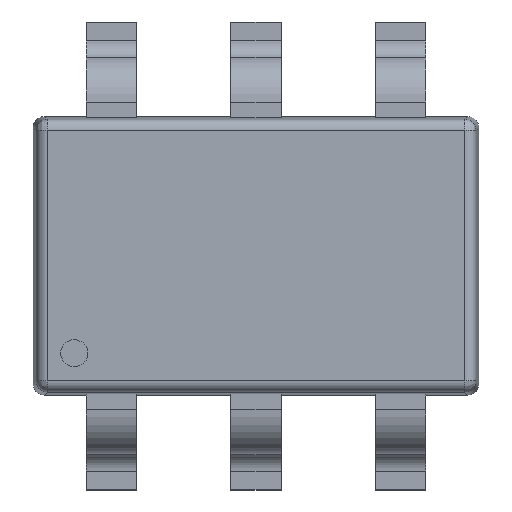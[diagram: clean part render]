
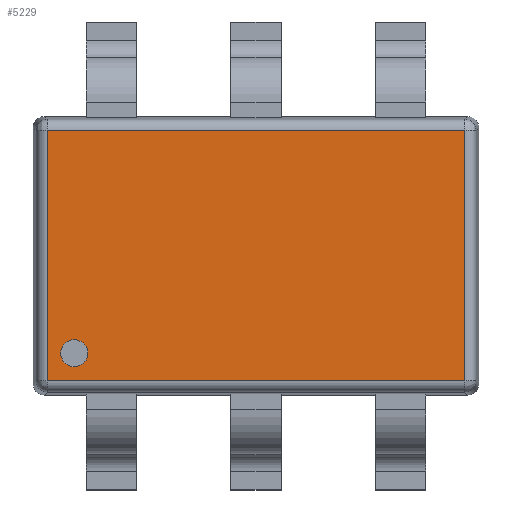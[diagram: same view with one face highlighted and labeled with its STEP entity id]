
A CAD part, top view. The second image highlights one B-rep face of the part: STEP entity #5229.
In plain terms, the highlighted planar face has unit normal (0, 0, -1).
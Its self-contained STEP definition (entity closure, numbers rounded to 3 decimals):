
#10 = CIRCLE ( 'NONE', #3336, 0.061 ) ;
#115 = CARTESIAN_POINT ( 'NONE',  ( -0.815, -0.438, 0.95 ) ) ;
#151 = LINE ( 'NONE', #4915, #5126 ) ;
#341 = PLANE ( 'NONE',  #2799 ) ;
#619 = DIRECTION ( 'NONE',  ( 0., -1., 0. ) ) ;
#678 = EDGE_LOOP ( 'NONE', ( #5780, #3205 ) ) ;
#712 = EDGE_LOOP ( 'NONE', ( #767, #5397, #3775, #1528 ) ) ;
#767 = ORIENTED_EDGE ( 'NONE', *, *, #4003, .T. ) ;
#1246 = LINE ( 'NONE', #4336, #6148 ) ;
#1509 = CARTESIAN_POINT ( 'NONE',  ( -0.815, -0.438, 0.95 ) ) ;
#1524 = CIRCLE ( 'NONE', #3527, 0.061 ) ;
#1528 = ORIENTED_EDGE ( 'NONE', *, *, #5891, .T. ) ;
#2010 = DIRECTION ( 'NONE',  ( 0., -1., 0. ) ) ;
#2138 = DIRECTION ( 'NONE',  ( 0., -1., 0. ) ) ;
#2268 = CARTESIAN_POINT ( 'NONE',  ( -0.815, -0.377, 0.95 ) ) ;
#2270 = VERTEX_POINT ( 'NONE', #4147 ) ;
#2372 = VERTEX_POINT ( 'NONE', #2268 ) ;
#2377 = CARTESIAN_POINT ( 'NONE',  ( 0.937, -0.562, 0.95 ) ) ;
#2382 = CARTESIAN_POINT ( 'NONE',  ( -1., -0.625, 0.95 ) ) ;
#2401 = VECTOR ( 'NONE', #3019, 1000. ) ;
#2486 = DIRECTION ( 'NONE',  ( -1., 0., 0. ) ) ;
#2520 = VERTEX_POINT ( 'NONE', #3014 ) ;
#2561 = VERTEX_POINT ( 'NONE', #5879 ) ;
#2570 = CARTESIAN_POINT ( 'NONE',  ( -0.937, -0.625, 0.95 ) ) ;
#2654 = VECTOR ( 'NONE', #5416, 1000. ) ;
#2728 = VERTEX_POINT ( 'NONE', #4589 ) ;
#2799 = AXIS2_PLACEMENT_3D ( 'NONE', #2382, #5668, #2843 ) ;
#2841 = VERTEX_POINT ( 'NONE', #2377 ) ;
#2843 = DIRECTION ( 'NONE',  ( 1., 0., 0. ) ) ;
#2886 = FACE_OUTER_BOUND ( 'NONE', #712, .T. ) ;
#3014 = CARTESIAN_POINT ( 'NONE',  ( 0.937, 0.562, 0.95 ) ) ;
#3019 = DIRECTION ( 'NONE',  ( 0., 1., 0. ) ) ;
#3049 = FACE_BOUND ( 'NONE', #678, .T. ) ;
#3205 = ORIENTED_EDGE ( 'NONE', *, *, #3991, .F. ) ;
#3336 = AXIS2_PLACEMENT_3D ( 'NONE', #1509, #4811, #2010 ) ;
#3527 = AXIS2_PLACEMENT_3D ( 'NONE', #115, #3558, #619 ) ;
#3558 = DIRECTION ( 'NONE',  ( 0., 0., -1. ) ) ;
#3775 = ORIENTED_EDGE ( 'NONE', *, *, #5907, .F. ) ;
#3892 = LINE ( 'NONE', #3972, #2654 ) ;
#3972 = CARTESIAN_POINT ( 'NONE',  ( -1., 0.562, 0.95 ) ) ;
#3991 = EDGE_CURVE ( 'NONE', #2372, #2270, #10, .T. ) ;
#4003 = EDGE_CURVE ( 'NONE', #2841, #2728, #1246, .T. ) ;
#4147 = CARTESIAN_POINT ( 'NONE',  ( -0.815, -0.499, 0.95 ) ) ;
#4336 = CARTESIAN_POINT ( 'NONE',  ( -1., -0.562, 0.95 ) ) ;
#4589 = CARTESIAN_POINT ( 'NONE',  ( -0.937, -0.562, 0.95 ) ) ;
#4811 = DIRECTION ( 'NONE',  ( 0., 0., -1. ) ) ;
#4910 = EDGE_CURVE ( 'NONE', #2728, #2561, #6159, .T. ) ;
#4915 = CARTESIAN_POINT ( 'NONE',  ( 0.937, -0.625, 0.95 ) ) ;
#5126 = VECTOR ( 'NONE', #2138, 1000. ) ;
#5229 = ADVANCED_FACE ( 'NONE', ( #3049, #2886 ), #341, .F. ) ;
#5397 = ORIENTED_EDGE ( 'NONE', *, *, #4910, .T. ) ;
#5416 = DIRECTION ( 'NONE',  ( -1., 0., 0. ) ) ;
#5668 = DIRECTION ( 'NONE',  ( 0., 0., 1. ) ) ;
#5780 = ORIENTED_EDGE ( 'NONE', *, *, #5901, .F. ) ;
#5879 = CARTESIAN_POINT ( 'NONE',  ( -0.937, 0.562, 0.95 ) ) ;
#5891 = EDGE_CURVE ( 'NONE', #2520, #2841, #151, .T. ) ;
#5901 = EDGE_CURVE ( 'NONE', #2270, #2372, #1524, .T. ) ;
#5907 = EDGE_CURVE ( 'NONE', #2520, #2561, #3892, .T. ) ;
#6148 = VECTOR ( 'NONE', #2486, 1000. ) ;
#6159 = LINE ( 'NONE', #2570, #2401 ) ;
